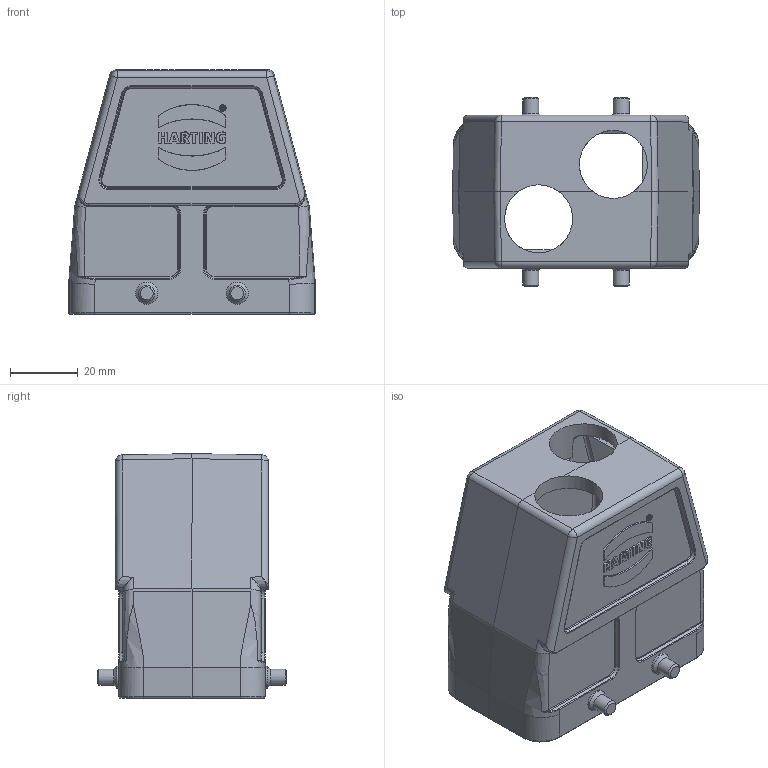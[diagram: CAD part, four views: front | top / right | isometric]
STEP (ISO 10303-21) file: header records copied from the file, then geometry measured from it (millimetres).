
FILE_DESCRIPTION(/* description */ (''),/* implementation_level */ '2;1');
FILE_NAME(/* name */ '100623558ugm000_b.stp',/* time_stamp */ '2017-11-06T07:15:22+01:00',/* author */ (''),/* organization */ (''),/* preprocessor_version */ 'ST-DEVELOPER v16',/* originating_system */ 'SIEMENS PLM Software NX 10.0',/* authorisation */ '');
FILE_SCHEMA (('AUTOMOTIVE_DESIGN { 1 0 10303 214 3 1 1 1 }'));
Length unit declared in the file: millimetre
Products named in the file (1): 100623558ugm000_b
Bounding box: 72.6 x 55.8 x 72 mm (x, y, z)
Volume: 58806.6 mm3; surface area: 32677.5 mm2
Topology: 1 solids, 1 shells, 459 faces, 1129 edges, 692 vertices
Faces by surface type: plane 170, cylinder 128, bspline 63, cone 44, torus 44, sphere 10
Full cylindrical faces by diameter (mm): 3 x4, 4 x4, 4.8 x4, 6.5 x4, 20 x2
Entity records: 18637 total; most frequent: CARTESIAN_POINT 5129, ORIENTED_EDGE 2146, DIRECTION 2063, EDGE_CURVE 1073, AXIS2_PLACEMENT_3D 773, VERTEX_POINT 674, EDGE_LOOP 517, LINE 517
